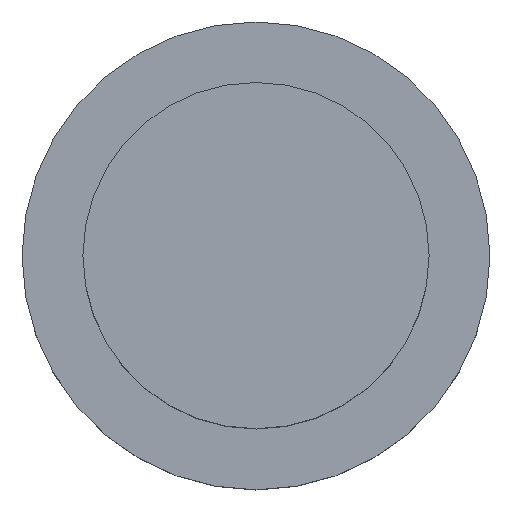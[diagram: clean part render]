
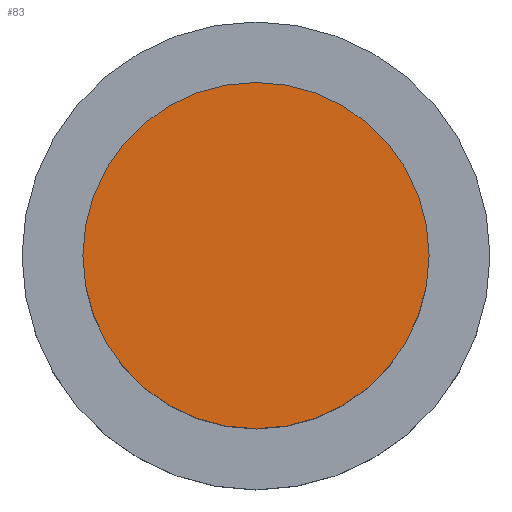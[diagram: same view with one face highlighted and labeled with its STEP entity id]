
A CAD part, top view. The second image highlights one B-rep face of the part: STEP entity #83.
In plain terms, the highlighted planar face has unit normal (0, 0, 1).
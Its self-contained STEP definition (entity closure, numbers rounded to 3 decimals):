
#16=PLANE('',#112);
#20=FACE_OUTER_BOUND('',#25,.T.);
#25=EDGE_LOOP('',(#66,#67));
#34=CIRCLE('',#108,18.5);
#35=CIRCLE('',#109,18.5);
#42=VERTEX_POINT('',#152);
#43=VERTEX_POINT('',#153);
#50=EDGE_CURVE('',#42,#43,#34,.T.);
#51=EDGE_CURVE('',#43,#42,#35,.T.);
#66=ORIENTED_EDGE('',*,*,#50,.T.);
#67=ORIENTED_EDGE('',*,*,#51,.T.);
#83=ADVANCED_FACE('',(#20),#16,.T.);
#108=AXIS2_PLACEMENT_3D('',#154,#124,#125);
#109=AXIS2_PLACEMENT_3D('',#155,#126,#127);
#112=AXIS2_PLACEMENT_3D('',#161,#133,#134);
#124=DIRECTION('center_axis',(0.,0.,1.));
#125=DIRECTION('ref_axis',(1.,0.,0.));
#126=DIRECTION('center_axis',(0.,0.,1.));
#127=DIRECTION('ref_axis',(1.,0.,0.));
#133=DIRECTION('center_axis',(0.,0.,1.));
#134=DIRECTION('ref_axis',(1.,0.,0.));
#152=CARTESIAN_POINT('',(18.5,0.,27.));
#153=CARTESIAN_POINT('',(-18.5,0.,27.));
#154=CARTESIAN_POINT('Origin',(0.,0.,27.));
#155=CARTESIAN_POINT('Origin',(0.,0.,27.));
#161=CARTESIAN_POINT('Origin',(0.,0.,27.));
